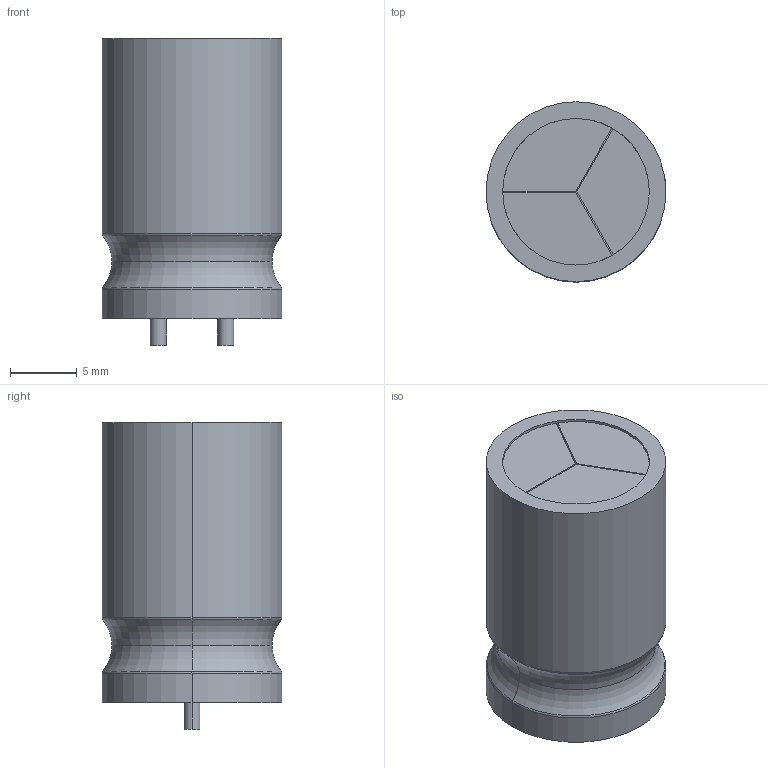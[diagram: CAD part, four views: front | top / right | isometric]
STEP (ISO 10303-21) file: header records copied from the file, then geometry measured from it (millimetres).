
FILE_DESCRIPTION (( 'STEP AP214' ), '1' );
FILE_NAME ('RAB21-13-5.08.STEP', '2012-04-03T18:33:05', ( '微软用户' ), ( '微软中国' ), 'SwSTEP 2.0', 'SolidWorks 2011', '' );
FILE_SCHEMA (( 'AUTOMOTIVE_DESIGN' ));
Length unit declared in the file: millimetre
Products named in the file (1): RAB21-13-5.08
Bounding box: 13.5 x 13.5 x 23 mm (x, y, z)
Volume: 2907.1 mm3; surface area: 1220.6 mm2
Topology: 1 solids, 1 shells, 42 faces, 95 edges, 60 vertices
Faces by surface type: plane 22, cylinder 12, torus 8
Entity records: 1375 total; most frequent: DIRECTION 229, CARTESIAN_POINT 198, ORIENTED_EDGE 190, EDGE_CURVE 95, AXIS2_PLACEMENT_3D 91, VERTEX_POINT 60, CIRCLE 48, VECTOR 47
